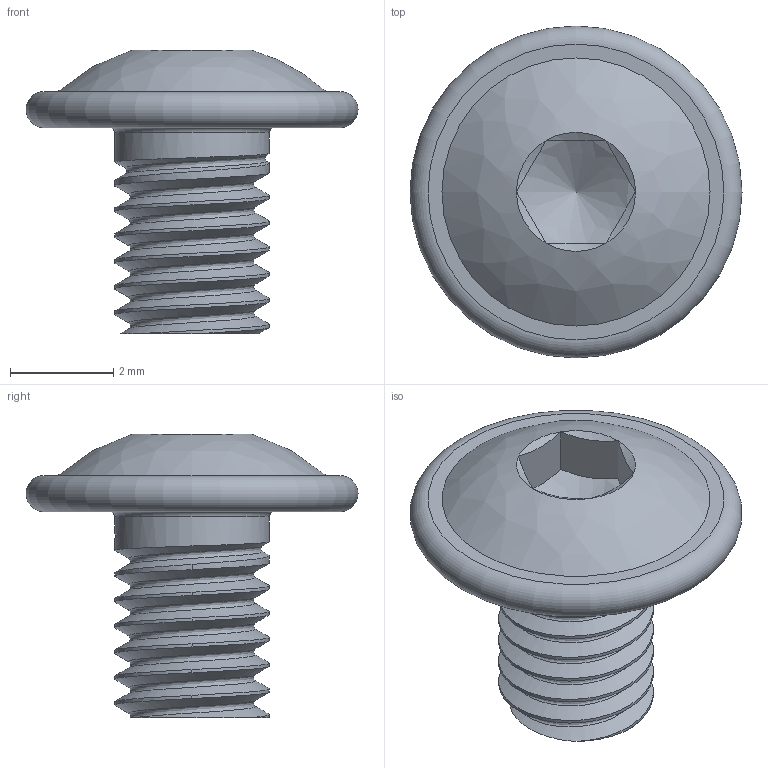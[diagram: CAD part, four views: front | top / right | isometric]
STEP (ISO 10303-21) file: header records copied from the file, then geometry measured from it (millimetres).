
FILE_DESCRIPTION(/* description */ (''),/* implementation_level */ '2;1');
FILE_NAME(/* name */ 'ISO_7380_M3X4.step',/* time_stamp */ '2023-01-07T19:04:12+01:00',/* author */ (''),/* organization */ (''),/* preprocessor_version */ 'ST-DEVELOPER v19.2',/* originating_system */ 'Autodesk Translation Framework v11.17.0.187',/* authorisation */ '');
FILE_SCHEMA (('AUTOMOTIVE_DESIGN { 1 0 10303 214 3 1 1 }'));
Length unit declared in the file: millimetre
Products named in the file (1): ISO_7380_M3X4
Bounding box: 6.44 x 6.44 x 5.5 mm (x, y, z)
Volume: 51.8 mm3; surface area: 134.6 mm2
Topology: 1 solids, 1 shells, 32 faces, 73 edges, 44 vertices
Faces by surface type: plane 9, cylinder 7, bspline 7, cone 7, torus 2
Full cylindrical faces by diameter (mm): 3 x6
Entity records: 4546 total; most frequent: CARTESIAN_POINT 3896, ORIENTED_EDGE 144, DIRECTION 98, EDGE_CURVE 72, VERTEX_POINT 44, AXIS2_PLACEMENT_3D 41, EDGE_LOOP 34, FACE_OUTER_BOUND 32
